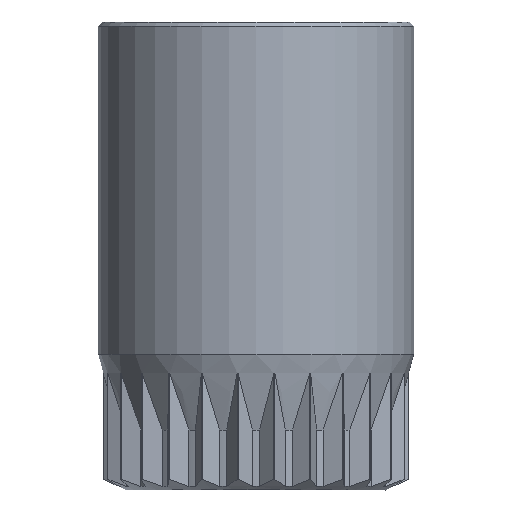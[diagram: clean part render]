
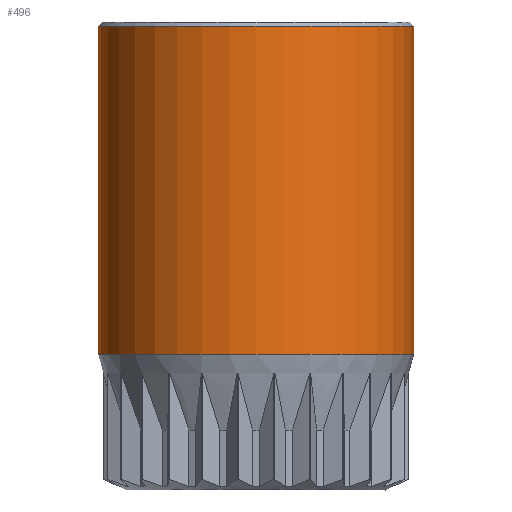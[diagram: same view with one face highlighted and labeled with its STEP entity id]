
A CAD part, front view. The second image highlights one B-rep face of the part: STEP entity #496.
In plain terms, the highlighted cylindrical face has radius 10.85 mm (diameter 21.7 mm), a full revolution.
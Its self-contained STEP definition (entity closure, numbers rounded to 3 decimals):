
#440=CYLINDRICAL_SURFACE('',#2262,10.85);
#496=ADVANCED_FACE('',(#640,#641),#440,.T.);
#640=FACE_BOUND('',#790,.T.);
#641=FACE_BOUND('',#791,.T.);
#790=EDGE_LOOP('',(#989));
#791=EDGE_LOOP('',(#990));
#989=ORIENTED_EDGE('',*,*,#1848,.T.);
#990=ORIENTED_EDGE('',*,*,#1849,.T.);
#1631=VERTEX_POINT('',#3203);
#1632=VERTEX_POINT('',#3205);
#1848=EDGE_CURVE('',#1631,#1631,#2119,.T.);
#1849=EDGE_CURVE('',#1632,#1632,#2120,.T.);
#2119=CIRCLE('',#2260,10.85);
#2120=CIRCLE('',#2261,10.85);
#2260=AXIS2_PLACEMENT_3D('',#3202,#2620,#2621);
#2261=AXIS2_PLACEMENT_3D('',#3204,#2622,#2623);
#2262=AXIS2_PLACEMENT_3D('',#3206,#2624,#2625);
#2620=DIRECTION('',(0.,0.,-1.));
#2621=DIRECTION('',(1.,0.,0.));
#2622=DIRECTION('',(0.,0.,1.));
#2623=DIRECTION('',(1.,0.,0.));
#2624=DIRECTION('',(0.,0.,-1.));
#2625=DIRECTION('',(-1.,0.,0.));
#3202=CARTESIAN_POINT('',(0.,0.,-0.1));
#3203=CARTESIAN_POINT('',(10.85,0.,-0.1));
#3204=CARTESIAN_POINT('',(0.,0.,-22.648));
#3205=CARTESIAN_POINT('',(10.85,0.,-22.648));
#3206=CARTESIAN_POINT('',(0.,0.,20.));
